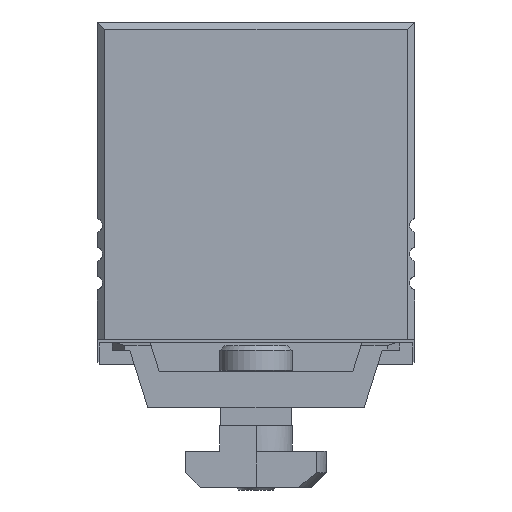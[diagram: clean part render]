
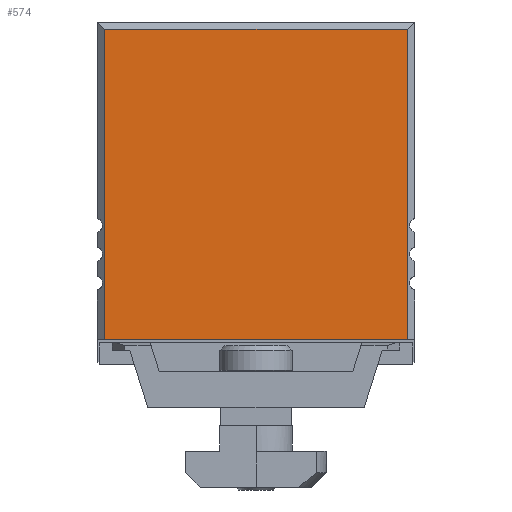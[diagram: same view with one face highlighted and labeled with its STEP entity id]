
A CAD part, left-side view. The second image highlights one B-rep face of the part: STEP entity #574.
In plain terms, the highlighted planar face has unit normal (-1, 0, 0).
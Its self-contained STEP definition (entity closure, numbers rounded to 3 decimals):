
#574=ADVANCED_FACE('',(#1432),#1433,.F.);
#1432=FACE_OUTER_BOUND('',#2608,.T.);
#1433=PLANE('',#2609);
#2608=EDGE_LOOP('',(#4318,#4319,#4320,#4321));
#2609=AXIS2_PLACEMENT_3D('',#4322,#4323,#4324);
#4318=ORIENTED_EDGE('',*,*,#7581,.F.);
#4319=ORIENTED_EDGE('',*,*,#7586,.F.);
#4320=ORIENTED_EDGE('',*,*,#7572,.F.);
#4321=ORIENTED_EDGE('',*,*,#7589,.F.);
#4322=CARTESIAN_POINT('',(-9.7,0.,22.5));
#4323=DIRECTION('',(1.0,0.0,0.0));
#4324=DIRECTION('',(0.0,1.0,-0.0));
#7572=EDGE_CURVE('',#9297,#9299,#9300,.F.);
#7581=EDGE_CURVE('',#9310,#9312,#9313,.F.);
#7586=EDGE_CURVE('',#9299,#9310,#9319,.F.);
#7589=EDGE_CURVE('',#9312,#9297,#9322,.T.);
#9297=VERTEX_POINT('',#11636);
#9299=VERTEX_POINT('',#11639);
#9300=LINE('',#11640,#11641);
#9310=VERTEX_POINT('',#11657);
#9312=VERTEX_POINT('',#11660);
#9313=LINE('',#11661,#11662);
#9319=LINE('',#11671,#11672);
#9322=LINE('',#11676,#11677);
#11636=CARTESIAN_POINT('',(-9.7,21.,0.5));
#11639=CARTESIAN_POINT('',(-9.7,21.,43.5));
#11640=CARTESIAN_POINT('',(-9.7,21.,17.));
#11641=VECTOR('',#16644,1.0);
#11657=CARTESIAN_POINT('',(-9.7,-21.,43.5));
#11660=CARTESIAN_POINT('',(-9.7,-21.,0.5));
#11661=CARTESIAN_POINT('',(-9.7,-21.,28.));
#11662=VECTOR('',#16652,1.0);
#11671=CARTESIAN_POINT('',(-9.7,5.5,43.5));
#11672=VECTOR('',#16656,1.0);
#11676=CARTESIAN_POINT('',(-9.7,-11.,0.5));
#11677=VECTOR('',#16658,1.0);
#16644=DIRECTION('',(0.0,0.,-1.0));
#16652=DIRECTION('',(0.0,0.,1.0));
#16656=DIRECTION('',(0.0,1.0,0.));
#16658=DIRECTION('',(-0.0,1.0,0.0));
